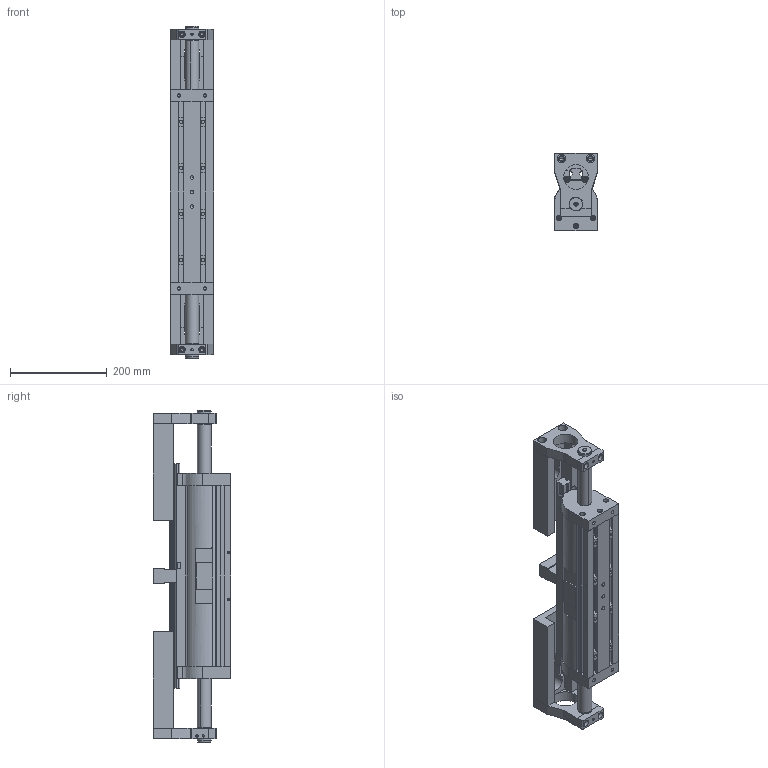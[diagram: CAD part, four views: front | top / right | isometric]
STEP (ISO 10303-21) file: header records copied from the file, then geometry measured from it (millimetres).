
FILE_DESCRIPTION((''),'2;1');
FILE_NAME('XRAY-S-2200-200 open-R1.stp','2005-10-24T15:18:53',('Brian Iselin'),(''),'Autodesk Inventor 7','Autodesk Inventor 7','');
FILE_SCHEMA(('AUTOMOTIVE_DESIGN { 1 0 10303 214 1 1 1 1 }'));
Length unit declared in the file: inch
Products named in the file (1): xrays-200-open
Bounding box: 90.06 x 160.02 x 687.01 mm (x, y, z)
Volume: 3348693.5 mm3; surface area: 689692.9 mm2
Topology: 11 solids, 11 shells, 1155 faces, 2991 edges, 1825 vertices
Faces by surface type: bspline 611, plane 453, cylinder 69, cone 22
Entity records: 41925 total; most frequent: CARTESIAN_POINT 15888, ORIENTED_EDGE 5698, DIRECTION 4944, EDGE_CURVE 2849, VERTEX_POINT 1825, VECTOR 1726, LINE 1726, AXIS2_PLACEMENT_3D 1609
